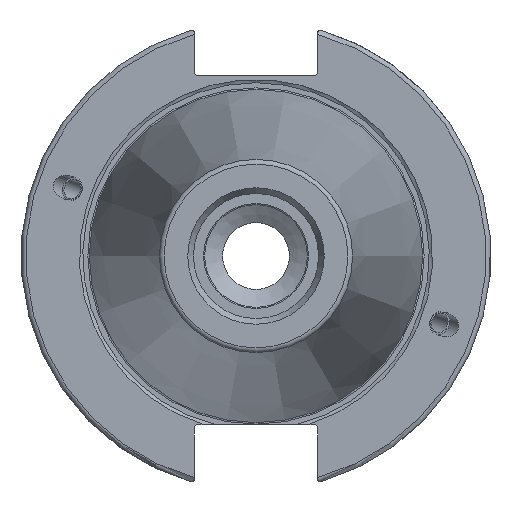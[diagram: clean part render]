
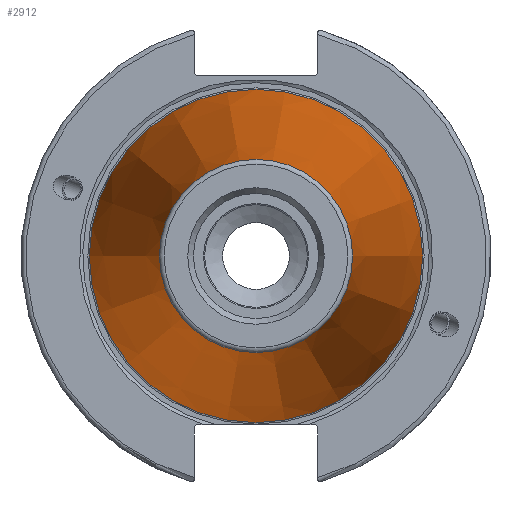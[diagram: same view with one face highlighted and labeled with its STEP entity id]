
A CAD part, left-side view. The second image highlights one B-rep face of the part: STEP entity #2912.
In plain terms, the highlighted conical face has half-angle 8.297 degrees and reference radius 27.517 mm.
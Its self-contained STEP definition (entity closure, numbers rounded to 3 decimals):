
#251=LINE('',#5191,#447);
#447=VECTOR('',#3783,27.517);
#576=CONICAL_SURFACE('',#3221,27.517,0.145);
#748=FACE_OUTER_BOUND('',#928,.T.);
#928=EDGE_LOOP('',(#2289,#2290,#2291,#2292,#2293));
#1109=CIRCLE('',#3215,20.233);
#1110=CIRCLE('',#3216,20.233);
#1114=CIRCLE('',#3222,34.925);
#1339=VERTEX_POINT('',#5178);
#1340=VERTEX_POINT('',#5179);
#1343=VERTEX_POINT('',#5189);
#1692=EDGE_CURVE('',#1339,#1340,#1109,.T.);
#1693=EDGE_CURVE('',#1340,#1339,#1110,.T.);
#1697=EDGE_CURVE('',#1343,#1343,#1114,.T.);
#1698=EDGE_CURVE('',#1343,#1340,#251,.T.);
#2289=ORIENTED_EDGE('',*,*,#1697,.F.);
#2290=ORIENTED_EDGE('',*,*,#1698,.T.);
#2291=ORIENTED_EDGE('',*,*,#1692,.F.);
#2292=ORIENTED_EDGE('',*,*,#1693,.F.);
#2293=ORIENTED_EDGE('',*,*,#1698,.F.);
#2912=ADVANCED_FACE('',(#748),#576,.T.);
#3215=AXIS2_PLACEMENT_3D('',#5180,#3767,#3768);
#3216=AXIS2_PLACEMENT_3D('',#5181,#3769,#3770);
#3221=AXIS2_PLACEMENT_3D('',#5188,#3779,#3780);
#3222=AXIS2_PLACEMENT_3D('',#5190,#3781,#3782);
#3767=DIRECTION('center_axis',(-1.,0.,0.));
#3768=DIRECTION('ref_axis',(0.,-1.,0.));
#3769=DIRECTION('center_axis',(-1.,0.,0.));
#3770=DIRECTION('ref_axis',(0.,-1.,0.));
#3779=DIRECTION('center_axis',(1.,0.,0.));
#3780=DIRECTION('ref_axis',(0.,1.,0.));
#3781=DIRECTION('center_axis',(1.,0.,0.));
#3782=DIRECTION('ref_axis',(0.,0.,-1.));
#3783=DIRECTION('',(-0.99,0.144,0.));
#5178=CARTESIAN_POINT('',(-100.744,0.,20.233));
#5179=CARTESIAN_POINT('',(-100.744,-20.233,0.));
#5180=CARTESIAN_POINT('Origin',(-100.744,0.,0.));
#5181=CARTESIAN_POINT('Origin',(-100.744,0.,0.));
#5188=CARTESIAN_POINT('Origin',(-50.8,0.,0.));
#5189=CARTESIAN_POINT('',(0.,-34.925,0.));
#5190=CARTESIAN_POINT('Origin',(0.,0.,0.));
#5191=CARTESIAN_POINT('',(-50.8,-27.517,0.));
